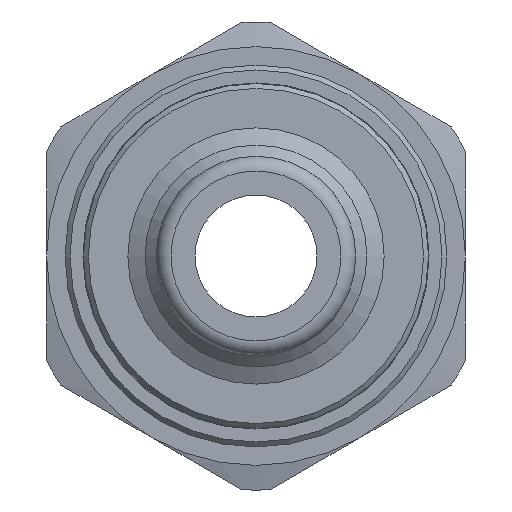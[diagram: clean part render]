
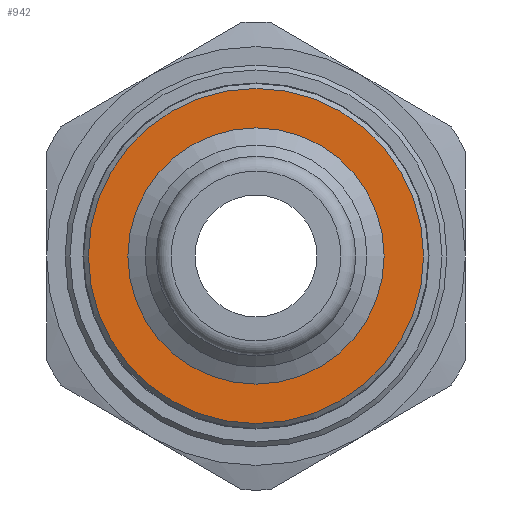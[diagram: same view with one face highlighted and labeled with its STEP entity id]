
A CAD part, left-side view. The second image highlights one B-rep face of the part: STEP entity #942.
In plain terms, the highlighted planar face has unit normal (-1, 0, 0).
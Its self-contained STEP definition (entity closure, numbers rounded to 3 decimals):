
#31=FACE_BOUND('',#247,.T.);
#85=CIRCLE('',#1087,6.8);
#86=CIRCLE('',#1089,5.2);
#87=CIRCLE('',#1090,5.2);
#190=FACE_OUTER_BOUND('',#246,.T.);
#246=EDGE_LOOP('',(#732));
#247=EDGE_LOOP('',(#733,#734));
#416=VERTEX_POINT('',#1695);
#417=VERTEX_POINT('',#1699);
#418=VERTEX_POINT('',#1700);
#538=EDGE_CURVE('',#416,#416,#85,.T.);
#539=EDGE_CURVE('',#417,#418,#86,.T.);
#540=EDGE_CURVE('',#418,#417,#87,.T.);
#732=ORIENTED_EDGE('',*,*,#538,.F.);
#733=ORIENTED_EDGE('',*,*,#539,.T.);
#734=ORIENTED_EDGE('',*,*,#540,.T.);
#910=PLANE('',#1088);
#942=ADVANCED_FACE('',(#190,#31),#910,.T.);
#1087=AXIS2_PLACEMENT_3D('',#1697,#1309,#1310);
#1088=AXIS2_PLACEMENT_3D('',#1698,#1311,#1312);
#1089=AXIS2_PLACEMENT_3D('',#1701,#1313,#1314);
#1090=AXIS2_PLACEMENT_3D('',#1702,#1315,#1316);
#1309=DIRECTION('center_axis',(1.,0.,0.));
#1310=DIRECTION('ref_axis',(0.,-1.,0.));
#1311=DIRECTION('center_axis',(-1.,0.,0.));
#1312=DIRECTION('ref_axis',(0.,0.,1.));
#1313=DIRECTION('center_axis',(1.,0.,0.));
#1314=DIRECTION('ref_axis',(0.,1.,0.));
#1315=DIRECTION('center_axis',(1.,0.,0.));
#1316=DIRECTION('ref_axis',(0.,1.,0.));
#1695=CARTESIAN_POINT('',(23.5,6.8,0.));
#1697=CARTESIAN_POINT('Origin',(23.5,0.,0.));
#1698=CARTESIAN_POINT('Origin',(23.5,6.1,0.));
#1699=CARTESIAN_POINT('',(23.5,5.2,0.));
#1700=CARTESIAN_POINT('',(23.5,-5.2,0.));
#1701=CARTESIAN_POINT('Origin',(23.5,0.,0.));
#1702=CARTESIAN_POINT('Origin',(23.5,0.,0.));
